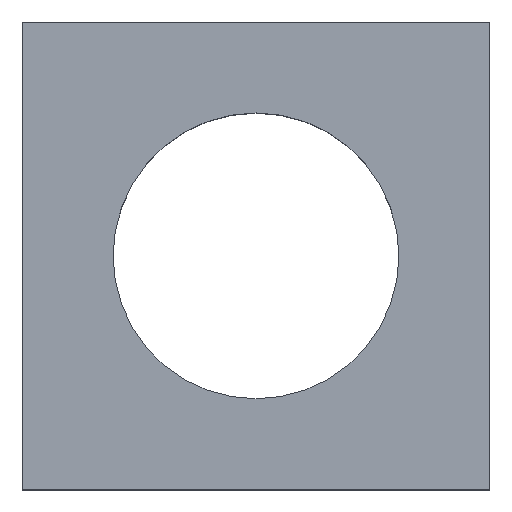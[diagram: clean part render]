
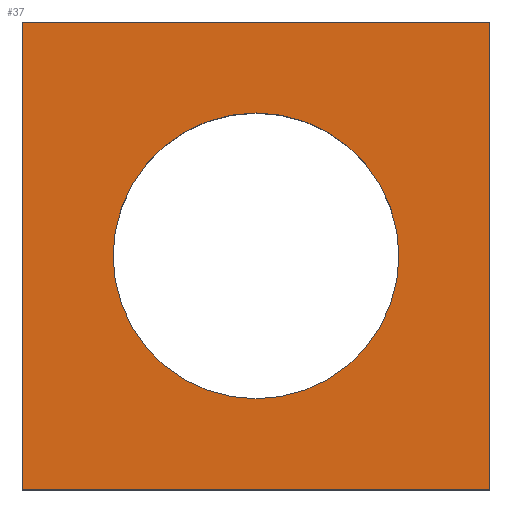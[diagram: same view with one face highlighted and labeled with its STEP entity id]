
A CAD part, top view. The second image highlights one B-rep face of the part: STEP entity #37.
In plain terms, the highlighted planar face has unit normal (0, 0, 1).
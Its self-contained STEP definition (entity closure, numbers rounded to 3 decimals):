
#32 = ORIENTED_EDGE ( 'NONE', *, *, #639, .T. ) ;
#37 = ADVANCED_FACE ( 'NONE', ( #2354, #1392 ), #2638, .T. ) ;
#148 = EDGE_CURVE ( 'NONE', #226, #3030, #585, .T. ) ;
#181 = LINE ( 'NONE', #2735, #2537 ) ;
#226 = VERTEX_POINT ( 'NONE', #3961 ) ;
#383 = VECTOR ( 'NONE', #3035, 1000. ) ;
#423 = LINE ( 'NONE', #766, #1176 ) ;
#478 = AXIS2_PLACEMENT_3D ( 'NONE', #1052, #3526, #3569 ) ;
#585 = LINE ( 'NONE', #1775, #3448 ) ;
#607 = VERTEX_POINT ( 'NONE', #741 ) ;
#639 = EDGE_CURVE ( 'NONE', #3028, #226, #423, .T. ) ;
#713 = CARTESIAN_POINT ( 'NONE',  ( -2.75, 0., 3.1 ) ) ;
#741 = CARTESIAN_POINT ( 'NONE',  ( 2.75, 0., 3.1 ) ) ;
#766 = CARTESIAN_POINT ( 'NONE',  ( -4.5, -4.5, 3.1 ) ) ;
#936 = EDGE_CURVE ( 'NONE', #1369, #607, #3803, .T. ) ;
#1052 = CARTESIAN_POINT ( 'NONE',  ( 0., 0., 3.1 ) ) ;
#1099 = CARTESIAN_POINT ( 'NONE',  ( 0., 0., 3.1 ) ) ;
#1107 = CARTESIAN_POINT ( 'NONE',  ( -4.5, -4.5, 3.1 ) ) ;
#1176 = VECTOR ( 'NONE', #2915, 1000. ) ;
#1195 = CARTESIAN_POINT ( 'NONE',  ( -4.5, 4.5, 3.1 ) ) ;
#1219 = ORIENTED_EDGE ( 'NONE', *, *, #1469, .T. ) ;
#1369 = VERTEX_POINT ( 'NONE', #713 ) ;
#1392 = FACE_OUTER_BOUND ( 'NONE', #1963, .T. ) ;
#1469 = EDGE_CURVE ( 'NONE', #607, #1369, #1942, .T. ) ;
#1680 = VERTEX_POINT ( 'NONE', #1195 ) ;
#1752 = ORIENTED_EDGE ( 'NONE', *, *, #148, .T. ) ;
#1775 = CARTESIAN_POINT ( 'NONE',  ( 4.5, 4.5, 3.1 ) ) ;
#1942 = CIRCLE ( 'NONE', #478, 2.75 ) ;
#1946 = ORIENTED_EDGE ( 'NONE', *, *, #3065, .T. ) ;
#1963 = EDGE_LOOP ( 'NONE', ( #1946, #32, #1752, #3276 ) ) ;
#2111 = ORIENTED_EDGE ( 'NONE', *, *, #936, .T. ) ;
#2354 = FACE_BOUND ( 'NONE', #3121, .T. ) ;
#2537 = VECTOR ( 'NONE', #3660, 1000. ) ;
#2638 = PLANE ( 'NONE',  #3794 ) ;
#2679 = DIRECTION ( 'NONE',  ( 0., 1., 0. ) ) ;
#2735 = CARTESIAN_POINT ( 'NONE',  ( -4.5, 4.5, 3.1 ) ) ;
#2747 = CARTESIAN_POINT ( 'NONE',  ( -4.5, 4.5, 3.1 ) ) ;
#2777 = CARTESIAN_POINT ( 'NONE',  ( -4.5, -4.5, 3.1 ) ) ;
#2907 = EDGE_CURVE ( 'NONE', #3030, #1680, #3867, .T. ) ;
#2915 = DIRECTION ( 'NONE',  ( 1., 0., 0. ) ) ;
#2975 = DIRECTION ( 'NONE',  ( 0., 0., 1. ) ) ;
#3028 = VERTEX_POINT ( 'NONE', #2777 ) ;
#3030 = VERTEX_POINT ( 'NONE', #3338 ) ;
#3035 = DIRECTION ( 'NONE',  ( -1., 0., 0. ) ) ;
#3065 = EDGE_CURVE ( 'NONE', #1680, #3028, #181, .T. ) ;
#3090 = AXIS2_PLACEMENT_3D ( 'NONE', #1099, #3237, #3865 ) ;
#3121 = EDGE_LOOP ( 'NONE', ( #2111, #1219 ) ) ;
#3180 = DIRECTION ( 'NONE',  ( 1., 0., 0. ) ) ;
#3237 = DIRECTION ( 'NONE',  ( 0., 0., -1. ) ) ;
#3276 = ORIENTED_EDGE ( 'NONE', *, *, #2907, .T. ) ;
#3338 = CARTESIAN_POINT ( 'NONE',  ( 4.5, 4.5, 3.1 ) ) ;
#3448 = VECTOR ( 'NONE', #2679, 1000. ) ;
#3526 = DIRECTION ( 'NONE',  ( 0., 0., -1. ) ) ;
#3569 = DIRECTION ( 'NONE',  ( -1., 0., 0. ) ) ;
#3660 = DIRECTION ( 'NONE',  ( 0., -1., 0. ) ) ;
#3794 = AXIS2_PLACEMENT_3D ( 'NONE', #1107, #2975, #3180 ) ;
#3803 = CIRCLE ( 'NONE', #3090, 2.75 ) ;
#3865 = DIRECTION ( 'NONE',  ( -1., 0., 0. ) ) ;
#3867 = LINE ( 'NONE', #2747, #383 ) ;
#3961 = CARTESIAN_POINT ( 'NONE',  ( 4.5, -4.5, 3.1 ) ) ;
